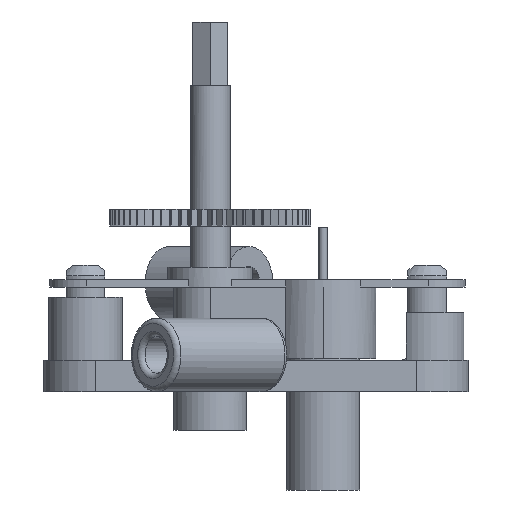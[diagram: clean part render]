
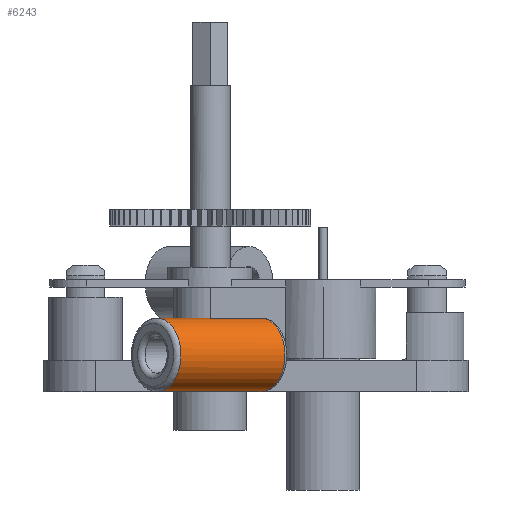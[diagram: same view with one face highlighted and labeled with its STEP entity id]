
A CAD part, left-side view. The second image highlights one B-rep face of the part: STEP entity #6243.
In plain terms, the highlighted cylindrical face has radius 3.5 mm (diameter 7 mm), a full revolution.
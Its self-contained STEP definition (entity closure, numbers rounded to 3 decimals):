
#333=ELLIPSE('',#6675,8.36,3.5);
#334=ELLIPSE('',#6676,3.854,3.5);
#335=ELLIPSE('',#6677,3.854,3.5);
#336=ELLIPSE('',#6678,3.854,3.5);
#337=ELLIPSE('',#6679,3.854,3.5);
#351=FACE_OUTER_BOUND('',#709,.T.);
#709=EDGE_LOOP('',(#4260,#4261,#4262,#4263,#4264,#4265,#4266,#4267,#4268,
#4269));
#1150=CIRCLE('',#6670,3.5);
#1152=CIRCLE('',#6674,3.5);
#1410=LINE('',#9197,#2016);
#1415=LINE('',#9666,#2021);
#2016=VECTOR('',#7295,3.5);
#2021=VECTOR('',#7372,3.5);
#2626=VERTEX_POINT('',#9195);
#2627=VERTEX_POINT('',#9196);
#2650=VERTEX_POINT('',#9648);
#2652=VERTEX_POINT('',#9655);
#2653=VERTEX_POINT('',#9657);
#2654=VERTEX_POINT('',#9659);
#2655=VERTEX_POINT('',#9661);
#2656=VERTEX_POINT('',#9663);
#3251=EDGE_CURVE('',#2626,#2627,#1410,.T.);
#3284=EDGE_CURVE('',#2650,#2650,#1150,.T.);
#3286=EDGE_CURVE('',#2652,#2627,#1152,.T.);
#3287=EDGE_CURVE('',#2653,#2652,#333,.T.);
#3288=EDGE_CURVE('',#2654,#2653,#334,.T.);
#3289=EDGE_CURVE('',#2655,#2654,#335,.T.);
#3290=EDGE_CURVE('',#2656,#2655,#336,.T.);
#3291=EDGE_CURVE('',#2626,#2656,#337,.T.);
#3292=EDGE_CURVE('',#2650,#2626,#1415,.T.);
#4260=ORIENTED_EDGE('',*,*,#3251,.T.);
#4261=ORIENTED_EDGE('',*,*,#3286,.F.);
#4262=ORIENTED_EDGE('',*,*,#3287,.F.);
#4263=ORIENTED_EDGE('',*,*,#3288,.F.);
#4264=ORIENTED_EDGE('',*,*,#3289,.F.);
#4265=ORIENTED_EDGE('',*,*,#3290,.F.);
#4266=ORIENTED_EDGE('',*,*,#3291,.F.);
#4267=ORIENTED_EDGE('',*,*,#3292,.F.);
#4268=ORIENTED_EDGE('',*,*,#3284,.F.);
#4269=ORIENTED_EDGE('',*,*,#3292,.T.);
#6125=CYLINDRICAL_SURFACE('',#6673,3.5);
#6243=ADVANCED_FACE('',(#351),#6125,.T.);
#6670=AXIS2_PLACEMENT_3D('',#9650,#7352,#7353);
#6673=AXIS2_PLACEMENT_3D('',#9654,#7358,#7359);
#6674=AXIS2_PLACEMENT_3D('',#9656,#7360,#7361);
#6675=AXIS2_PLACEMENT_3D('',#9658,#7362,#7363);
#6676=AXIS2_PLACEMENT_3D('',#9660,#7364,#7365);
#6677=AXIS2_PLACEMENT_3D('',#9662,#7366,#7367);
#6678=AXIS2_PLACEMENT_3D('',#9664,#7368,#7369);
#6679=AXIS2_PLACEMENT_3D('',#9665,#7370,#7371);
#7295=DIRECTION('',(0.649,-0.76,0.));
#7352=DIRECTION('center_axis',(-0.649,0.76,0.));
#7353=DIRECTION('ref_axis',(0.,0.,
1.));
#7358=DIRECTION('center_axis',(-0.649,0.76,0.));
#7359=DIRECTION('ref_axis',(0.,0.,1.));
#7360=DIRECTION('center_axis',(0.649,-0.76,0.));
#7361=DIRECTION('ref_axis',(-0.76,-0.649,0.));
#7362=DIRECTION('center_axis',(0.419,0.908,0.));
#7363=DIRECTION('ref_axis',(-0.908,0.419,0.));
#7364=DIRECTION('center_axis',(0.908,-0.419,0.));
#7365=DIRECTION('ref_axis',(-0.419,-0.908,0.));
#7366=DIRECTION('center_axis',(0.908,-0.419,0.));
#7367=DIRECTION('ref_axis',(0.419,0.908,0.));
#7368=DIRECTION('center_axis',(0.908,-0.419,0.));
#7369=DIRECTION('ref_axis',(0.419,0.908,0.));
#7370=DIRECTION('center_axis',(0.908,-0.419,0.));
#7371=DIRECTION('ref_axis',(-0.419,-0.908,0.));
#7372=DIRECTION('',(0.649,-0.76,0.));
#9195=CARTESIAN_POINT('',(-66.,5.75,-3.));
#9196=CARTESIAN_POINT('',(-61.779,0.807,-3.));
#9197=CARTESIAN_POINT('',(-66.,5.75,-3.));
#9648=CARTESIAN_POINT('',(-70.221,10.693,-3.));
#9650=CARTESIAN_POINT('Origin',(-70.221,10.693,0.5));
#9654=CARTESIAN_POINT('Origin',(-66.,5.75,0.5));
#9655=CARTESIAN_POINT('',(-59.5,2.754,2.309));
#9656=CARTESIAN_POINT('Origin',(-61.779,0.807,0.5));
#9657=CARTESIAN_POINT('',(-66.,5.75,4.));
#9658=CARTESIAN_POINT('Origin',(-66.,5.75,0.5));
#9659=CARTESIAN_POINT('',(-66.,5.75,4.));
#9660=CARTESIAN_POINT('Origin',(-66.,5.75,0.5));
#9661=CARTESIAN_POINT('',(-64.386,9.25,0.5));
#9662=CARTESIAN_POINT('Origin',(-66.,5.75,0.5));
#9663=CARTESIAN_POINT('',(-66.,5.75,-3.));
#9664=CARTESIAN_POINT('Origin',(-66.,5.75,0.5));
#9665=CARTESIAN_POINT('Origin',(-66.,5.75,0.5));
#9666=CARTESIAN_POINT('',(-66.,5.75,-3.));
